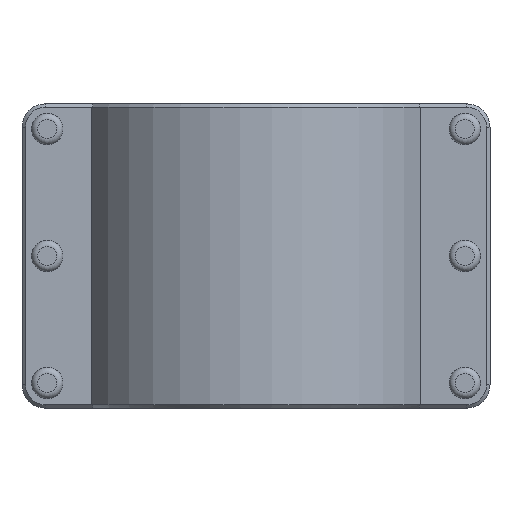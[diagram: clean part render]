
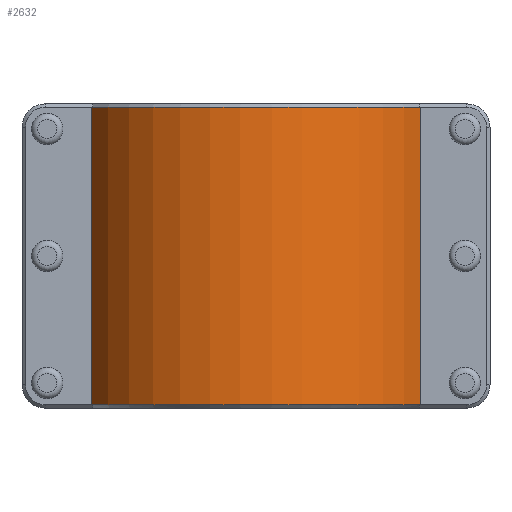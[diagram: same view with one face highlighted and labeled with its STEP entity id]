
A CAD part, front view. The second image highlights one B-rep face of the part: STEP entity #2632.
In plain terms, the highlighted cylindrical face has radius 88 mm (diameter 176 mm), a partial arc.
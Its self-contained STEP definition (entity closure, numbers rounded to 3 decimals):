
#364=FACE_OUTER_BOUND('',#573,.T.);
#573=EDGE_LOOP('',(#2214,#2215,#2216,#2217));
#815=LINE('',#4370,#1039);
#816=LINE('',#4372,#1040);
#1039=VECTOR('',#3511,141.8);
#1040=VECTOR('',#3514,141.8);
#1165=CIRCLE('',#2859,88.);
#1166=CIRCLE('',#2862,88.);
#1366=VERTEX_POINT('',#4310);
#1367=VERTEX_POINT('',#4315);
#1368=VERTEX_POINT('',#4322);
#1370=VERTEX_POINT('',#4331);
#1664=EDGE_CURVE('',#1366,#1367,#1165,.T.);
#1670=EDGE_CURVE('',#1370,#1368,#1166,.T.);
#1687=EDGE_CURVE('',#1366,#1368,#815,.T.);
#1688=EDGE_CURVE('',#1367,#1370,#816,.T.);
#2214=ORIENTED_EDGE('',*,*,#1664,.F.);
#2215=ORIENTED_EDGE('',*,*,#1687,.T.);
#2216=ORIENTED_EDGE('',*,*,#1670,.F.);
#2217=ORIENTED_EDGE('',*,*,#1688,.F.);
#2502=CYLINDRICAL_SURFACE('',#2877,88.);
#2632=ADVANCED_FACE('',(#364),#2502,.T.);
#2859=AXIS2_PLACEMENT_3D('',#4316,#3461,#3462);
#2862=AXIS2_PLACEMENT_3D('',#4336,#3469,#3470);
#2877=AXIS2_PLACEMENT_3D('',#4371,#3512,#3513);
#3461=DIRECTION('center_axis',(0.,0.,-1.));
#3462=DIRECTION('ref_axis',(1.,0.,0.));
#3469=DIRECTION('center_axis',(0.,0.,1.));
#3470=DIRECTION('ref_axis',(1.,0.,0.));
#3511=DIRECTION('',(0.,0.,1.));
#3512=DIRECTION('center_axis',(0.,0.,1.));
#3513=DIRECTION('ref_axis',(1.,0.,0.));
#3514=DIRECTION('',(0.,0.,1.));
#4310=CARTESIAN_POINT('',(78.384,-40.,-70.9));
#4315=CARTESIAN_POINT('',(-78.384,-40.,-70.9));
#4316=CARTESIAN_POINT('Origin',(0.,0.,-70.9));
#4322=CARTESIAN_POINT('',(78.384,-40.,70.9));
#4331=CARTESIAN_POINT('',(-78.384,-40.,70.9));
#4336=CARTESIAN_POINT('Origin',(0.,0.,70.9));
#4370=CARTESIAN_POINT('',(78.384,-40.,0.));
#4371=CARTESIAN_POINT('Origin',(0.,0.,0.));
#4372=CARTESIAN_POINT('',(-78.384,-40.,0.));
